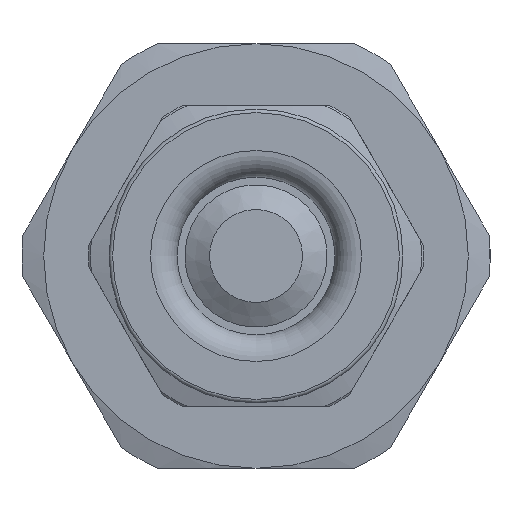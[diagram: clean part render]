
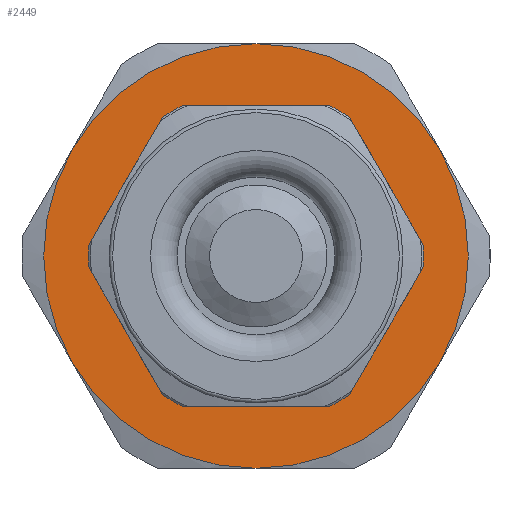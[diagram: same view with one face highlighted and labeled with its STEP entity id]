
A CAD part, left-side view. The second image highlights one B-rep face of the part: STEP entity #2449.
In plain terms, the highlighted planar face has unit normal (-1, 0, 0).
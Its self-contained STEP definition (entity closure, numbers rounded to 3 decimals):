
#315=PLANE('',#2745);
#377=FACE_BOUND('',#719,.T.);
#522=FACE_OUTER_BOUND('',#718,.T.);
#718=EDGE_LOOP('',(#1770,#1771,#1772,#1773,#1774,#1775));
#719=EDGE_LOOP('',(#1776));
#1016=CIRCLE('',#2744,6.624);
#1017=CIRCLE('',#2746,12.);
#1018=CIRCLE('',#2747,12.);
#1019=CIRCLE('',#2748,12.);
#1020=CIRCLE('',#2749,12.);
#1021=CIRCLE('',#2750,12.);
#1022=CIRCLE('',#2751,12.);
#1205=VERTEX_POINT('',#4342);
#1206=VERTEX_POINT('',#4345);
#1207=VERTEX_POINT('',#4346);
#1208=VERTEX_POINT('',#4348);
#1209=VERTEX_POINT('',#4350);
#1210=VERTEX_POINT('',#4352);
#1211=VERTEX_POINT('',#4354);
#1444=EDGE_CURVE('',#1205,#1205,#1016,.T.);
#1445=EDGE_CURVE('',#1206,#1207,#1017,.T.);
#1446=EDGE_CURVE('',#1208,#1206,#1018,.T.);
#1447=EDGE_CURVE('',#1209,#1208,#1019,.T.);
#1448=EDGE_CURVE('',#1210,#1209,#1020,.T.);
#1449=EDGE_CURVE('',#1211,#1210,#1021,.T.);
#1450=EDGE_CURVE('',#1207,#1211,#1022,.T.);
#1770=ORIENTED_EDGE('',*,*,#1445,.F.);
#1771=ORIENTED_EDGE('',*,*,#1446,.F.);
#1772=ORIENTED_EDGE('',*,*,#1447,.F.);
#1773=ORIENTED_EDGE('',*,*,#1448,.F.);
#1774=ORIENTED_EDGE('',*,*,#1449,.F.);
#1775=ORIENTED_EDGE('',*,*,#1450,.F.);
#1776=ORIENTED_EDGE('',*,*,#1444,.F.);
#2449=ADVANCED_FACE('',(#522,#377),#315,.T.);
#2744=AXIS2_PLACEMENT_3D('',#4343,#3142,#3143);
#2745=AXIS2_PLACEMENT_3D('',#4344,#3144,#3145);
#2746=AXIS2_PLACEMENT_3D('',#4347,#3146,#3147);
#2747=AXIS2_PLACEMENT_3D('',#4349,#3148,#3149);
#2748=AXIS2_PLACEMENT_3D('',#4351,#3150,#3151);
#2749=AXIS2_PLACEMENT_3D('',#4353,#3152,#3153);
#2750=AXIS2_PLACEMENT_3D('',#4355,#3154,#3155);
#2751=AXIS2_PLACEMENT_3D('',#4356,#3156,#3157);
#3142=DIRECTION('center_axis',(-1.,0.,0.));
#3143=DIRECTION('ref_axis',(0.,0.,1.));
#3144=DIRECTION('center_axis',(-1.,0.,0.));
#3145=DIRECTION('ref_axis',(0.,0.,1.));
#3146=DIRECTION('center_axis',(1.,0.,0.));
#3147=DIRECTION('ref_axis',(0.,-1.,0.));
#3148=DIRECTION('center_axis',(1.,0.,0.));
#3149=DIRECTION('ref_axis',(0.,-1.,0.));
#3150=DIRECTION('center_axis',(1.,0.,0.));
#3151=DIRECTION('ref_axis',(0.,-1.,0.));
#3152=DIRECTION('center_axis',(1.,0.,0.));
#3153=DIRECTION('ref_axis',(0.,-1.,0.));
#3154=DIRECTION('center_axis',(1.,0.,0.));
#3155=DIRECTION('ref_axis',(0.,-1.,0.));
#3156=DIRECTION('center_axis',(1.,0.,0.));
#3157=DIRECTION('ref_axis',(0.,-1.,0.));
#4342=CARTESIAN_POINT('',(-19.3,6.624,0.));
#4343=CARTESIAN_POINT('Origin',(-19.3,0.,0.));
#4344=CARTESIAN_POINT('Origin',(-19.3,6.624,0.));
#4345=CARTESIAN_POINT('',(-19.3,10.392,-6.));
#4346=CARTESIAN_POINT('',(-19.3,10.392,6.));
#4347=CARTESIAN_POINT('Origin',(-19.3,0.,0.));
#4348=CARTESIAN_POINT('',(-19.3,0.,-12.));
#4349=CARTESIAN_POINT('Origin',(-19.3,0.,0.));
#4350=CARTESIAN_POINT('',(-19.3,-10.392,-6.));
#4351=CARTESIAN_POINT('Origin',(-19.3,0.,0.));
#4352=CARTESIAN_POINT('',(-19.3,-10.392,6.));
#4353=CARTESIAN_POINT('Origin',(-19.3,0.,0.));
#4354=CARTESIAN_POINT('',(-19.3,0.,12.));
#4355=CARTESIAN_POINT('Origin',(-19.3,0.,0.));
#4356=CARTESIAN_POINT('Origin',(-19.3,0.,0.));
